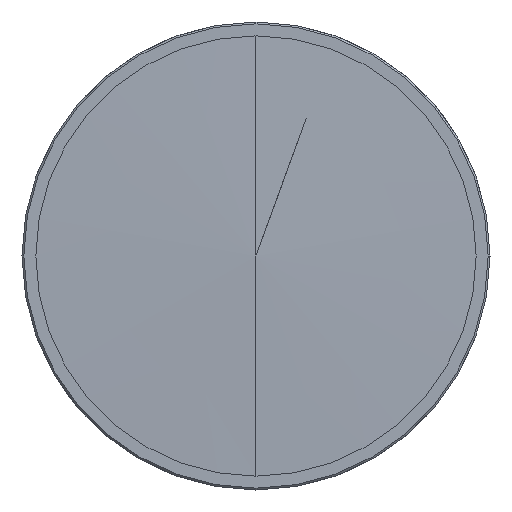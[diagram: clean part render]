
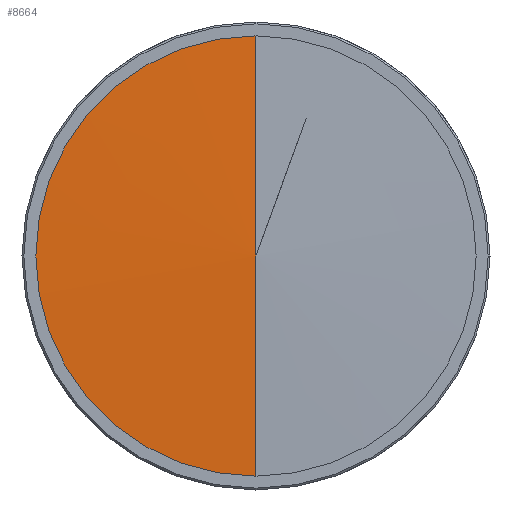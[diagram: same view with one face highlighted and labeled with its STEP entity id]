
A CAD part, left-side view. The second image highlights one B-rep face of the part: STEP entity #8664.
In plain terms, the highlighted conical face has half-angle 88.693 degrees and reference radius 36.465 mm.
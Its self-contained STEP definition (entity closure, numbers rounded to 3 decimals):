
#75 = CARTESIAN_POINT ( 'NONE',  ( 0.832, 0., 0. ) ) ;
#246 = CARTESIAN_POINT ( 'NONE',  ( 0.816, 35.75, 0. ) ) ;
#340 = CARTESIAN_POINT ( 'NONE',  ( 0.816, 0., 35.75 ) ) ;
#657 = CARTESIAN_POINT ( 'NONE',  ( 0., 0., 0. ) ) ;
#1053 = CARTESIAN_POINT ( 'NONE',  ( 0.832, 0., -36.465 ) ) ;
#1158 = EDGE_CURVE ( 'NONE', #6353, #3085, #4089, .T. ) ;
#1286 = DIRECTION ( 'NONE',  ( 0., 0., -1. ) ) ;
#1693 = CIRCLE ( 'NONE', #3118, 35.75 ) ;
#2077 = DIRECTION ( 'NONE',  ( 1., 0., 0. ) ) ;
#2347 = AXIS2_PLACEMENT_3D ( 'NONE', #6790, #8713, #4755 ) ;
#2468 = DIRECTION ( 'NONE',  ( 0.023, 0., -1. ) ) ;
#2562 = DIRECTION ( 'NONE',  ( 1., 0., 0. ) ) ;
#2635 = CARTESIAN_POINT ( 'NONE',  ( 0.832, 0., 36.465 ) ) ;
#2833 = DIRECTION ( 'NONE',  ( 0., 0., -1. ) ) ;
#3085 = VERTEX_POINT ( 'NONE', #340 ) ;
#3118 = AXIS2_PLACEMENT_3D ( 'NONE', #5325, #2562, #1286 ) ;
#3146 = VECTOR ( 'NONE', #2468, 1000. ) ;
#3171 = CARTESIAN_POINT ( 'NONE',  ( 0.816, 0., -35.75 ) ) ;
#3935 = DIRECTION ( 'NONE',  ( 0.023, 0., 1. ) ) ;
#4089 = CIRCLE ( 'NONE', #2347, 35.75 ) ;
#4227 = ORIENTED_EDGE ( 'NONE', *, *, #1158, .F. ) ;
#4381 = VERTEX_POINT ( 'NONE', #3171 ) ;
#4401 = LINE ( 'NONE', #2635, #5240 ) ;
#4755 = DIRECTION ( 'NONE',  ( 0., 0., -1. ) ) ;
#4937 = LINE ( 'NONE', #1053, #3146 ) ;
#5174 = ORIENTED_EDGE ( 'NONE', *, *, #6558, .F. ) ;
#5240 = VECTOR ( 'NONE', #3935, 1000. ) ;
#5325 = CARTESIAN_POINT ( 'NONE',  ( 0.816, 0., 0. ) ) ;
#5607 = FACE_OUTER_BOUND ( 'NONE', #6575, .T. ) ;
#5735 = VERTEX_POINT ( 'NONE', #657 ) ;
#5819 = CONICAL_SURFACE ( 'NONE', #6278, 36.465, 1.548 ) ;
#6013 = EDGE_CURVE ( 'NONE', #5735, #4381, #4937, .T. ) ;
#6278 = AXIS2_PLACEMENT_3D ( 'NONE', #75, #2077, #2833 ) ;
#6325 = ORIENTED_EDGE ( 'NONE', *, *, #6013, .F. ) ;
#6353 = VERTEX_POINT ( 'NONE', #246 ) ;
#6558 = EDGE_CURVE ( 'NONE', #4381, #6353, #1693, .T. ) ;
#6575 = EDGE_LOOP ( 'NONE', ( #6325, #8117, #4227, #5174 ) ) ;
#6790 = CARTESIAN_POINT ( 'NONE',  ( 0.816, 0., 0. ) ) ;
#8117 = ORIENTED_EDGE ( 'NONE', *, *, #8248, .T. ) ;
#8248 = EDGE_CURVE ( 'NONE', #5735, #3085, #4401, .T. ) ;
#8664 = ADVANCED_FACE ( 'NONE', ( #5607 ), #5819, .T. ) ;
#8713 = DIRECTION ( 'NONE',  ( 1., 0., 0. ) ) ;
